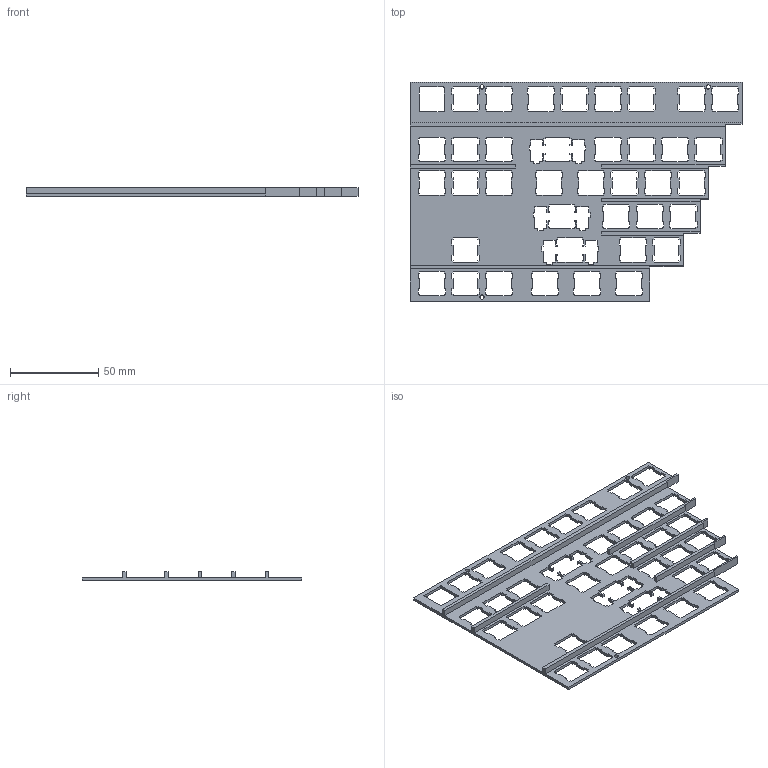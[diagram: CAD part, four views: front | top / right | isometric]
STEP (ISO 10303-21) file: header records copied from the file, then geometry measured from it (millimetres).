
FILE_DESCRIPTION(/* description */ (''),/* implementation_level */ '2;1');
FILE_NAME(/* name */ 'Right Top Plate.step',/* time_stamp */ '2025-12-22T12:46:44-06:00',/* author */ (''),/* organization */ (''),/* preprocessor_version */ 'ST-DEVELOPER v20.1',/* originating_system */ 'Autodesk Translation Framework v14.21.0.0',/* authorisation */ '');
FILE_SCHEMA (('AUTOMOTIVE_DESIGN { 1 0 10303 214 3 1 1 }'));
Length unit declared in the file: millimetre
Products named in the file (1): Right Top Plate
Bounding box: 188.6 x 124.46 x 5.1 mm (x, y, z)
Volume: 23398.2 mm3; surface area: 33791.9 mm2
Topology: 1 solids, 1 shells, 907 faces, 2715 edges, 1810 vertices
Faces by surface type: plane 900, cylinder 7
Full cylindrical faces by diameter (mm): 2.4 x3
Entity records: 30104 total; most frequent: CARTESIAN_POINT 5433, ORIENTED_EDGE 5430, DIRECTION 4545, EDGE_CURVE 2715, LINE 2701, VECTOR 2701, VERTEX_POINT 1810, EDGE_LOOP 991
